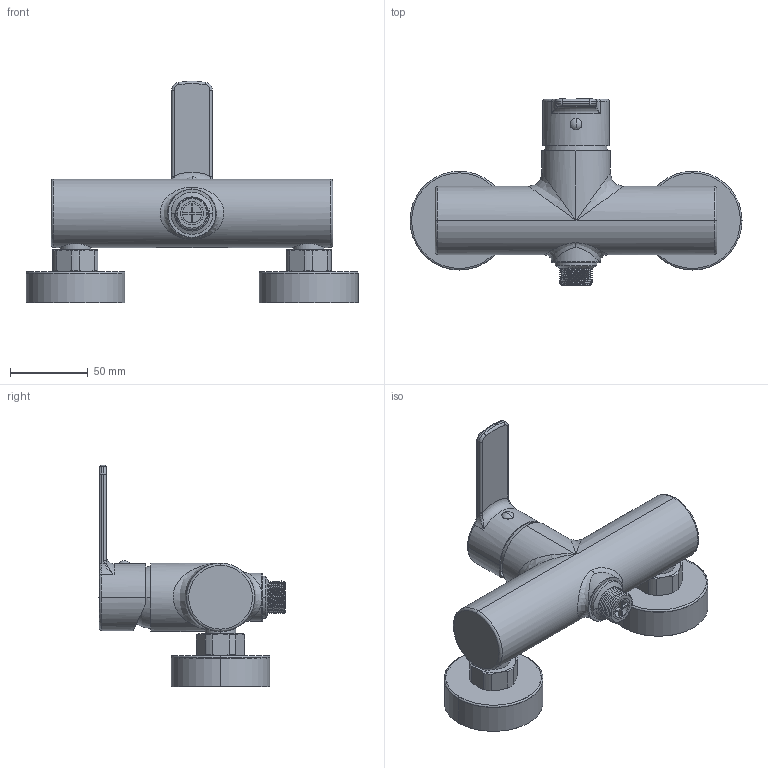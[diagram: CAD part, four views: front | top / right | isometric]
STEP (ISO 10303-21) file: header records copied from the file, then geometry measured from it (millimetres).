
FILE_DESCRIPTION((''),'2;1');
FILE_NAME('RED168CR','2021-11-08T16:09:53',('ut3'),('PAFFONI SpA'),'CREO PARAMETRIC BY PTC INC, 2020044','CREO PARAMETRIC BY PTC INC, 2020044','');
FILE_SCHEMA(('CONFIG_CONTROL_DESIGN','SHAPE_APPEARANCE_LAYERS_GROUPS'));
Products named in the file (1): RED168CR
Bounding box: 213.5 x 119.73 x 142.41 mm (x, y, z)
Volume: 198369.2 mm3; surface area: 138129.6 mm2
Topology: 1 solids, 1 shells, 1511 faces, 4015 edges, 2518 vertices
Faces by surface type: plane 752, cylinder 439, torus 134, cone 83, bspline 69, sphere 34
Entity records: 68568 total; most frequent: CARTESIAN_POINT 15893, ORIENTED_EDGE 8002, DIRECTION 7575, EDGE_CURVE 4001, AXIS2_PLACEMENT_3D 2778, VERTEX_POINT 2518, FILL_AREA_STYLE_COLOUR 2500, FILL_AREA_STYLE 2500
